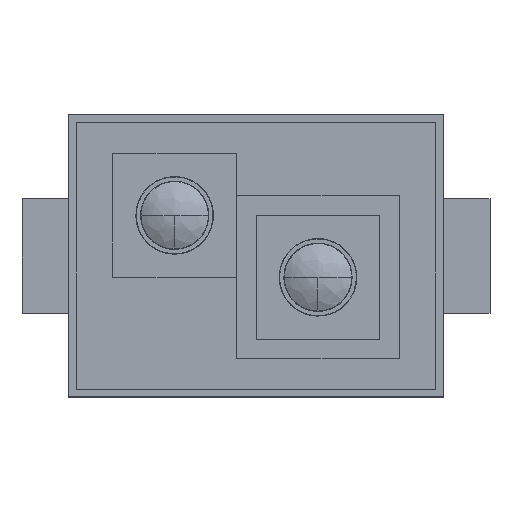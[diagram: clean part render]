
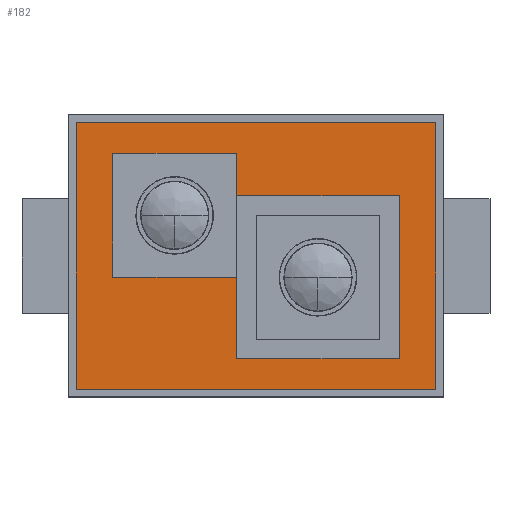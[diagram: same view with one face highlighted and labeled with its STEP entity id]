
A CAD part, top view. The second image highlights one B-rep face of the part: STEP entity #182.
In plain terms, the highlighted planar face has unit normal (0, 0, 1).
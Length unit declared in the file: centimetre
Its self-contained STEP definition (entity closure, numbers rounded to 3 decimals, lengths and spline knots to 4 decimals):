
#132=FACE_BOUND('',#815,.T.);
#182=ADVANCED_FACE('',(#497,#132),#4448,.T.);
#497=FACE_OUTER_BOUND('',#814,.T.);
#814=EDGE_LOOP('',(#1244,#1245,#1246,#1247));
#815=EDGE_LOOP('',(#1248,#1249,#1250,#1251,#1252,#1253,#1254,#1255));
#1244=ORIENTED_EDGE('',*,*,#2558,.T.);
#1245=ORIENTED_EDGE('',*,*,#2561,.T.);
#1246=ORIENTED_EDGE('',*,*,#2563,.T.);
#1247=ORIENTED_EDGE('',*,*,#2564,.T.);
#1248=ORIENTED_EDGE('',*,*,#2643,.T.);
#1249=ORIENTED_EDGE('',*,*,#2644,.T.);
#1250=ORIENTED_EDGE('',*,*,#2645,.T.);
#1251=ORIENTED_EDGE('',*,*,#2577,.T.);
#1252=ORIENTED_EDGE('',*,*,#2578,.T.);
#1253=ORIENTED_EDGE('',*,*,#2579,.T.);
#1254=ORIENTED_EDGE('',*,*,#2576,.T.);
#1255=ORIENTED_EDGE('',*,*,#2646,.T.);
#2558=EDGE_CURVE('',#3920,#3919,#3582,.T.);
#2561=EDGE_CURVE('',#3919,#3921,#3585,.T.);
#2563=EDGE_CURVE('',#3921,#3922,#3587,.T.);
#2564=EDGE_CURVE('',#3922,#3920,#3588,.T.);
#2576=EDGE_CURVE('',#3930,#3977,#3600,.T.);
#2577=EDGE_CURVE('',#3931,#3932,#3601,.T.);
#2578=EDGE_CURVE('',#3932,#3933,#3602,.T.);
#2579=EDGE_CURVE('',#3933,#3930,#3603,.T.);
#2643=EDGE_CURVE('',#3974,#3975,#3667,.T.);
#2644=EDGE_CURVE('',#3975,#3976,#3668,.T.);
#2645=EDGE_CURVE('',#3976,#3931,#3669,.T.);
#2646=EDGE_CURVE('',#3977,#3974,#3670,.T.);
#3582=B_SPLINE_CURVE_WITH_KNOTS('',1,(#5327,#5328),.UNSPECIFIED.,.F.,.F.,
(2,2),(0.,232.),.UNSPECIFIED.);
#3585=B_SPLINE_CURVE_WITH_KNOTS('',1,(#5333,#5334),.UNSPECIFIED.,.F.,.F.,
(2,2),(232.,404.),.UNSPECIFIED.);
#3587=B_SPLINE_CURVE_WITH_KNOTS('',1,(#5337,#5338),.UNSPECIFIED.,.F.,.F.,
(2,2),(404.,636.),.UNSPECIFIED.);
#3588=B_SPLINE_CURVE_WITH_KNOTS('',1,(#5339,#5340),.UNSPECIFIED.,.F.,.F.,
(2,2),(636.,808.),.UNSPECIFIED.);
#3600=B_SPLINE_CURVE_WITH_KNOTS('',1,(#5363,#5364),.UNSPECIFIED.,.F.,.F.,
(2,2),(-420.,-367.5),.UNSPECIFIED.);
#3601=B_SPLINE_CURVE_WITH_KNOTS('',1,(#5365,#5366),.UNSPECIFIED.,.F.,.F.,
(2,2),(-315.,-210.),.UNSPECIFIED.);
#3602=B_SPLINE_CURVE_WITH_KNOTS('',1,(#5367,#5368),.UNSPECIFIED.,.F.,.F.,
(2,2),(-210.,-105.),.UNSPECIFIED.);
#3603=B_SPLINE_CURVE_WITH_KNOTS('',1,(#5369,#5370),.UNSPECIFIED.,.F.,.F.,
(2,2),(-105.,0.),.UNSPECIFIED.);
#3667=B_SPLINE_CURVE_WITH_KNOTS('',1,(#5497,#5498),.UNSPECIFIED.,.F.,.F.,
(2,2),(-332.5,-252.5),.UNSPECIFIED.);
#3668=B_SPLINE_CURVE_WITH_KNOTS('',1,(#5499,#5500),.UNSPECIFIED.,.F.,.F.,
(2,2),(-252.5,-172.5),.UNSPECIFIED.);
#3669=B_SPLINE_CURVE_WITH_KNOTS('',1,(#5501,#5502),.UNSPECIFIED.,.F.,.F.,
(2,2),(-172.5,-145.),.UNSPECIFIED.);
#3670=B_SPLINE_CURVE_WITH_KNOTS('',1,(#5503,#5504),.UNSPECIFIED.,.F.,.F.,
(2,2),(-92.5,-12.5),.UNSPECIFIED.);
#3919=VERTEX_POINT('',#5166);
#3920=VERTEX_POINT('',#5167);
#3921=VERTEX_POINT('',#5168);
#3922=VERTEX_POINT('',#5169);
#3930=VERTEX_POINT('',#5177);
#3931=VERTEX_POINT('',#5178);
#3932=VERTEX_POINT('',#5179);
#3933=VERTEX_POINT('',#5180);
#3974=VERTEX_POINT('',#5221);
#3975=VERTEX_POINT('',#5222);
#3976=VERTEX_POINT('',#5223);
#3977=VERTEX_POINT('',#5224);
#4448=PLANE('',#4673);
#4673=AXIS2_PLACEMENT_3D('',#5125,#4899,$);
#4899=DIRECTION('',(0.,0.,1.));
#5125=CARTESIAN_POINT('',(-116.,-86.,5.));
#5166=CARTESIAN_POINT('',(116.,-86.,5.));
#5167=CARTESIAN_POINT('',(-116.,-86.,5.));
#5168=CARTESIAN_POINT('',(116.,86.,5.));
#5169=CARTESIAN_POINT('',(-116.,86.,5.));
#5177=CARTESIAN_POINT('',(-12.5,-66.25,5.));
#5178=CARTESIAN_POINT('',(-12.5,38.75,5.));
#5179=CARTESIAN_POINT('',(92.5,38.75,5.));
#5180=CARTESIAN_POINT('',(92.5,-66.25,5.));
#5221=CARTESIAN_POINT('',(-92.5,-13.75,5.));
#5222=CARTESIAN_POINT('',(-92.5,66.25,5.));
#5223=CARTESIAN_POINT('',(-12.5,66.25,5.));
#5224=CARTESIAN_POINT('',(-12.5,-13.75,5.));
#5327=CARTESIAN_POINT('',(-116.,-86.,5.));
#5328=CARTESIAN_POINT('',(116.,-86.,5.));
#5333=CARTESIAN_POINT('',(116.,-86.,5.));
#5334=CARTESIAN_POINT('',(116.,86.,5.));
#5337=CARTESIAN_POINT('',(116.,86.,5.));
#5338=CARTESIAN_POINT('',(-116.,86.,5.));
#5339=CARTESIAN_POINT('',(-116.,86.,5.));
#5340=CARTESIAN_POINT('',(-116.,-86.,5.));
#5363=CARTESIAN_POINT('',(-12.5,-66.25,5.));
#5364=CARTESIAN_POINT('',(-12.5,-13.75,5.));
#5365=CARTESIAN_POINT('',(-12.5,38.75,5.));
#5366=CARTESIAN_POINT('',(92.5,38.75,5.));
#5367=CARTESIAN_POINT('',(92.5,38.75,5.));
#5368=CARTESIAN_POINT('',(92.5,-66.25,5.));
#5369=CARTESIAN_POINT('',(92.5,-66.25,5.));
#5370=CARTESIAN_POINT('',(-12.5,-66.25,5.));
#5497=CARTESIAN_POINT('',(-92.5,-13.75,5.));
#5498=CARTESIAN_POINT('',(-92.5,66.25,5.));
#5499=CARTESIAN_POINT('',(-92.5,66.25,5.));
#5500=CARTESIAN_POINT('',(-12.5,66.25,5.));
#5501=CARTESIAN_POINT('',(-12.5,66.25,5.));
#5502=CARTESIAN_POINT('',(-12.5,38.75,5.));
#5503=CARTESIAN_POINT('',(-12.5,-13.75,5.));
#5504=CARTESIAN_POINT('',(-92.5,-13.75,5.));
